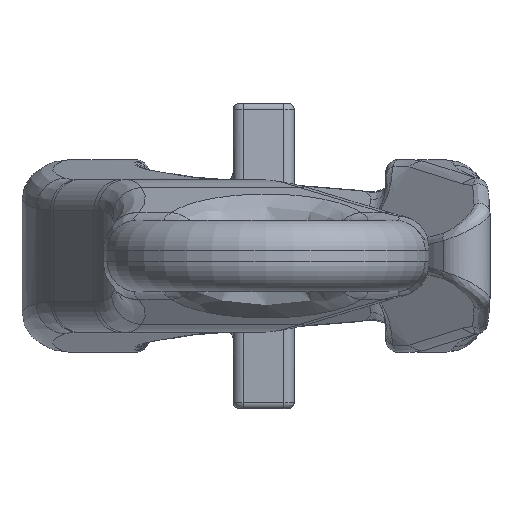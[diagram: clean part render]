
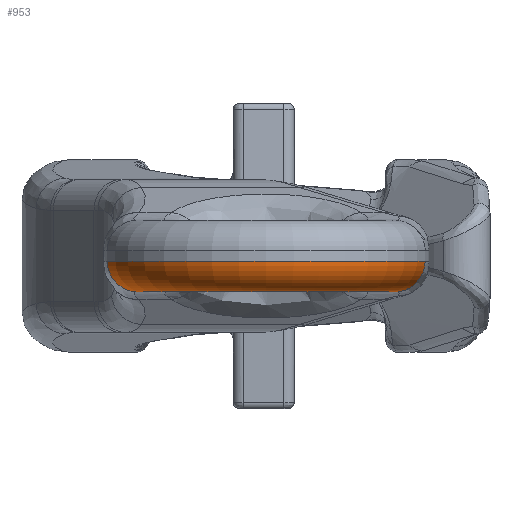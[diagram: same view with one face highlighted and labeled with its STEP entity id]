
A CAD part, left-side view. The second image highlights one B-rep face of the part: STEP entity #953.
In plain terms, the highlighted toroidal (fillet/blend) face has major radius 26 mm and minor radius 6 mm.
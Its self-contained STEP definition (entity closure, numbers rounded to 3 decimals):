
#154=(
BOUNDED_CURVE()
B_SPLINE_CURVE(2,(#11496,#11497,#11498),.UNSPECIFIED.,.F.,.F.)
B_SPLINE_CURVE_WITH_KNOTS((3,3),(0.,1.),.UNSPECIFIED.)
CURVE()
GEOMETRIC_REPRESENTATION_ITEM()
RATIONAL_B_SPLINE_CURVE((1.,0.707,1.))
REPRESENTATION_ITEM('')
);
#168=TOROIDAL_SURFACE('',#6448,26.,6.);
#574=FACE_OUTER_BOUND('',#2128,.T.);
#953=ADVANCED_FACE('',(#574),#168,.T.);
#1351=CIRCLE('',#6338,32.);
#1358=CIRCLE('',#6357,26.);
#1412=CIRCLE('',#6447,6.);
#2128=EDGE_LOOP('',(#3018,#3019,#3020,#3021));
#3018=ORIENTED_EDGE('',*,*,#5233,.T.);
#3019=ORIENTED_EDGE('',*,*,#5092,.F.);
#3020=ORIENTED_EDGE('',*,*,#5235,.F.);
#3021=ORIENTED_EDGE('',*,*,#5022,.F.);
#4454=VERTEX_POINT('',#9328);
#4455=VERTEX_POINT('',#9330);
#4510=VERTEX_POINT('',#9999);
#4513=VERTEX_POINT('',#10004);
#5022=EDGE_CURVE('',#4454,#4455,#1351,.T.);
#5092=EDGE_CURVE('',#4513,#4510,#1358,.T.);
#5233=EDGE_CURVE('',#4454,#4510,#1412,.T.);
#5235=EDGE_CURVE('',#4455,#4513,#154,.T.);
#6338=AXIS2_PLACEMENT_3D('',#9329,#6763,#6764);
#6357=AXIS2_PLACEMENT_3D('',#10005,#6815,#6816);
#6447=AXIS2_PLACEMENT_3D('',#11438,#7019,#7020);
#6448=AXIS2_PLACEMENT_3D('',#11499,#7021,#7022);
#6763=DIRECTION('',(0.,0.,1.));
#6764=DIRECTION('',(-1.,0.,0.));
#6815=DIRECTION('',(0.,0.,-1.));
#6816=DIRECTION('',(-1.,0.,0.));
#7019=DIRECTION('',(-0.977,-0.215,0.));
#7020=DIRECTION('',(0.215,-0.977,0.));
#7021=DIRECTION('',(0.,0.,-1.));
#7022=DIRECTION('',(1.,0.,0.));
#9328=CARTESIAN_POINT('',(-87.609,31.248,-1.));
#9329=CARTESIAN_POINT('',(-80.714,0.,-1.));
#9330=CARTESIAN_POINT('',(-87.609,-31.248,-1.));
#9999=CARTESIAN_POINT('',(-86.316,25.389,-7.));
#10004=CARTESIAN_POINT('',(-86.316,-25.389,-7.));
#10005=CARTESIAN_POINT('',(-80.714,0.,-7.));
#11438=CARTESIAN_POINT('',(-86.316,25.389,-1.));
#11496=CARTESIAN_POINT('',(-87.609,-31.248,-1.));
#11497=CARTESIAN_POINT('',(-87.609,-31.248,-7.));
#11498=CARTESIAN_POINT('',(-86.316,-25.389,-7.));
#11499=CARTESIAN_POINT('',(-80.714,0.,-1.));
